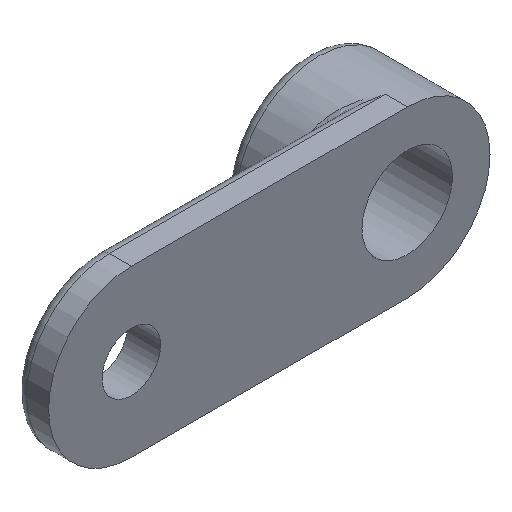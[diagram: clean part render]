
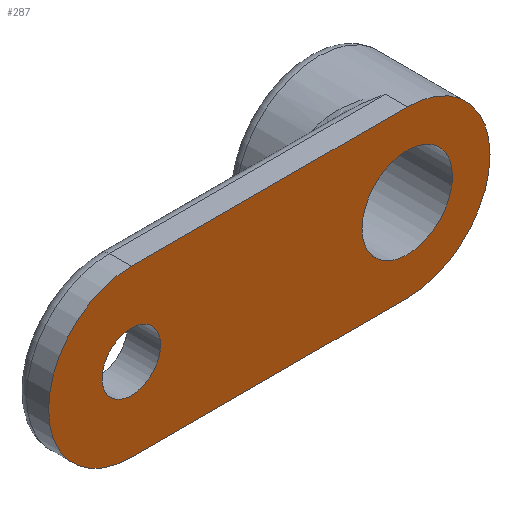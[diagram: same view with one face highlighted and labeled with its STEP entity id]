
A CAD part, isometric view. The second image highlights one B-rep face of the part: STEP entity #287.
In plain terms, the highlighted planar face has unit normal (0, -1, 0).
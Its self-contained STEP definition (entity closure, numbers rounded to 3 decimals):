
#17=FACE_BOUND('',#99,.T.);
#18=FACE_BOUND('',#100,.T.);
#24=PLANE('',#335);
#34=LINE('',#587,#48);
#36=LINE('',#593,#50);
#48=VECTOR('',#388,10.);
#50=VECTOR('',#396,10.);
#78=FACE_OUTER_BOUND('',#98,.T.);
#98=EDGE_LOOP('',(#251,#252,#253,#254,#255));
#99=EDGE_LOOP('',(#256));
#100=EDGE_LOOP('',(#257));
#114=CIRCLE('',#312,7.5);
#115=CIRCLE('',#313,7.5);
#121=CIRCLE('',#324,7.5);
#127=CIRCLE('',#336,4.1);
#128=CIRCLE('',#337,2.65);
#138=VERTEX_POINT('',#560);
#139=VERTEX_POINT('',#562);
#140=VERTEX_POINT('',#565);
#145=VERTEX_POINT('',#585);
#146=VERTEX_POINT('',#589);
#151=VERTEX_POINT('',#609);
#152=VERTEX_POINT('',#611);
#164=EDGE_CURVE('',#138,#139,#114,.T.);
#167=EDGE_CURVE('',#140,#138,#115,.T.);
#178=EDGE_CURVE('',#145,#140,#34,.T.);
#180=EDGE_CURVE('',#146,#145,#121,.T.);
#181=EDGE_CURVE('',#146,#139,#36,.T.);
#188=EDGE_CURVE('',#151,#151,#127,.T.);
#189=EDGE_CURVE('',#152,#152,#128,.T.);
#251=ORIENTED_EDGE('',*,*,#178,.F.);
#252=ORIENTED_EDGE('',*,*,#180,.F.);
#253=ORIENTED_EDGE('',*,*,#181,.T.);
#254=ORIENTED_EDGE('',*,*,#164,.F.);
#255=ORIENTED_EDGE('',*,*,#167,.F.);
#256=ORIENTED_EDGE('',*,*,#188,.F.);
#257=ORIENTED_EDGE('',*,*,#189,.F.);
#287=ADVANCED_FACE('',(#78,#17,#18),#24,.F.);
#312=AXIS2_PLACEMENT_3D('',#563,#359,#360);
#313=AXIS2_PLACEMENT_3D('',#567,#363,#364);
#324=AXIS2_PLACEMENT_3D('',#591,#392,#393);
#335=AXIS2_PLACEMENT_3D('',#608,#416,#417);
#336=AXIS2_PLACEMENT_3D('',#610,#418,#419);
#337=AXIS2_PLACEMENT_3D('',#612,#420,#421);
#359=DIRECTION('center_axis',(0.,1.,0.));
#360=DIRECTION('ref_axis',(-1.,0.,0.));
#363=DIRECTION('center_axis',(0.,1.,0.));
#364=DIRECTION('ref_axis',(-1.,0.,0.));
#388=DIRECTION('',(1.,0.,0.));
#392=DIRECTION('center_axis',(0.,1.,0.));
#393=DIRECTION('ref_axis',(-1.,0.,0.));
#396=DIRECTION('',(1.,0.,0.));
#416=DIRECTION('center_axis',(0.,1.,0.));
#417=DIRECTION('ref_axis',(-1.,0.,0.));
#418=DIRECTION('center_axis',(0.,-1.,0.));
#419=DIRECTION('ref_axis',(-1.,0.,0.));
#420=DIRECTION('center_axis',(0.,-1.,0.));
#421=DIRECTION('ref_axis',(-1.,0.,0.));
#560=CARTESIAN_POINT('',(-156.,-250.,195.5));
#562=CARTESIAN_POINT('',(-163.5,-250.,188.));
#563=CARTESIAN_POINT('Origin',(-163.5,-250.,195.5));
#565=CARTESIAN_POINT('',(-163.5,-250.,203.));
#567=CARTESIAN_POINT('Origin',(-163.5,-250.,195.5));
#585=CARTESIAN_POINT('',(-188.5,-250.,203.));
#587=CARTESIAN_POINT('',(-188.5,-250.,203.));
#589=CARTESIAN_POINT('',(-188.5,-250.,188.));
#591=CARTESIAN_POINT('Origin',(-188.5,-250.,195.5));
#593=CARTESIAN_POINT('',(-188.5,-250.,188.));
#608=CARTESIAN_POINT('Origin',(-176.,-250.,195.5));
#609=CARTESIAN_POINT('',(-159.4,-250.,195.5));
#610=CARTESIAN_POINT('Origin',(-163.5,-250.,195.5));
#611=CARTESIAN_POINT('',(-185.85,-250.,195.5));
#612=CARTESIAN_POINT('Origin',(-188.5,-250.,195.5));
